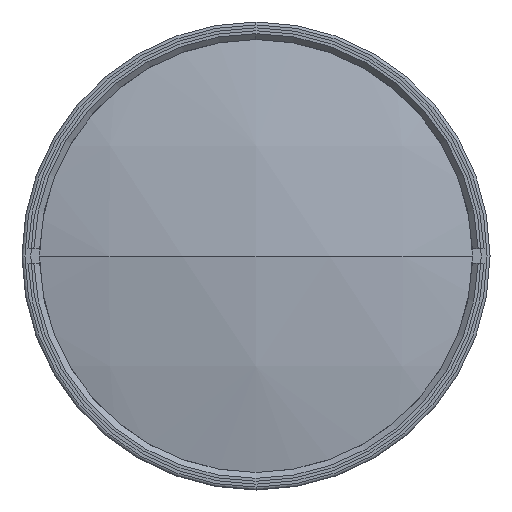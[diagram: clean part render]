
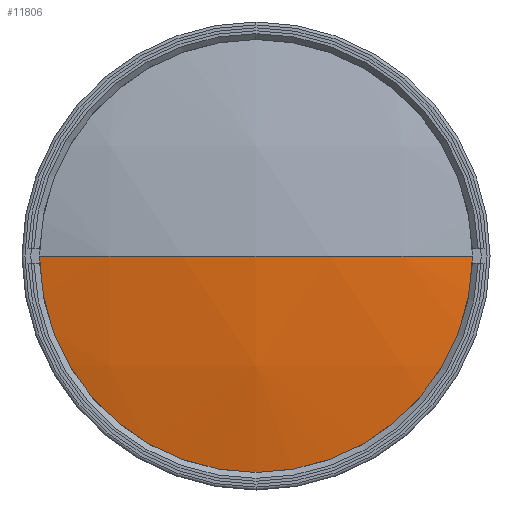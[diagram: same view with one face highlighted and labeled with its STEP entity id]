
A CAD part, left-side view. The second image highlights one B-rep face of the part: STEP entity #11806.
In plain terms, the highlighted spherical face has radius 161 mm.
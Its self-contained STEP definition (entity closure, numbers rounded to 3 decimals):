
#777 = AXIS2_PLACEMENT_3D ( 'NONE', #1092, #9412, #2281 ) ;
#994 = VERTEX_POINT ( 'NONE', #8062 ) ;
#1092 = CARTESIAN_POINT ( 'NONE',  ( -79.426, 0., 0. ) ) ;
#2041 = EDGE_CURVE ( 'NONE', #6939, #994, #14357, .T. ) ;
#2281 = DIRECTION ( 'NONE',  ( 0., -1., 0. ) ) ;
#2467 = ORIENTED_EDGE ( 'NONE', *, *, #14531, .T. ) ;
#2639 = ORIENTED_EDGE ( 'NONE', *, *, #2041, .T. ) ;
#3142 = DIRECTION ( 'NONE',  ( -1., 0., 0. ) ) ;
#3867 = AXIS2_PLACEMENT_3D ( 'NONE', #10263, #3142, #11451 ) ;
#6701 = DIRECTION ( 'NONE',  ( 0., 0., -1. ) ) ;
#6770 = CARTESIAN_POINT ( 'NONE',  ( -79.426, 0., 0. ) ) ;
#6939 = VERTEX_POINT ( 'NONE', #11932 ) ;
#7941 = DIRECTION ( 'NONE',  ( 0., 1., 0. ) ) ;
#8062 = CARTESIAN_POINT ( 'NONE',  ( -240.426, 0., 0. ) ) ;
#9329 = FACE_OUTER_BOUND ( 'NONE', #9938, .T. ) ;
#9412 = DIRECTION ( 'NONE',  ( 0., 0., 1. ) ) ;
#9495 = CARTESIAN_POINT ( 'NONE',  ( -235.998, 37.5, 0. ) ) ;
#9938 = EDGE_LOOP ( 'NONE', ( #2467, #2639, #12451 ) ) ;
#10263 = CARTESIAN_POINT ( 'NONE',  ( -235.998, 0., 0. ) ) ;
#11451 = DIRECTION ( 'NONE',  ( 0., 0., 1. ) ) ;
#11806 = ADVANCED_FACE ( 'NONE', ( #9329 ), #14595, .T. ) ;
#11932 = CARTESIAN_POINT ( 'NONE',  ( -235.998, -37.5, 0. ) ) ;
#12320 = CIRCLE ( 'NONE', #3867, 37.5 ) ;
#12451 = ORIENTED_EDGE ( 'NONE', *, *, #14017, .F. ) ;
#12577 = CARTESIAN_POINT ( 'NONE',  ( -79.426, 0., 0. ) ) ;
#13389 = AXIS2_PLACEMENT_3D ( 'NONE', #12577, #6701, #15077 ) ;
#13413 = AXIS2_PLACEMENT_3D ( 'NONE', #6770, #15149, #7941 ) ;
#14017 = EDGE_CURVE ( 'NONE', #14245, #994, #15412, .T. ) ;
#14245 = VERTEX_POINT ( 'NONE', #9495 ) ;
#14357 = CIRCLE ( 'NONE', #13413, 161. ) ;
#14531 = EDGE_CURVE ( 'NONE', #14245, #6939, #12320, .T. ) ;
#14595 = SPHERICAL_SURFACE ( 'NONE', #13389, 161. ) ;
#15077 = DIRECTION ( 'NONE',  ( 0., 1., 0. ) ) ;
#15149 = DIRECTION ( 'NONE',  ( 0., 0., -1. ) ) ;
#15412 = CIRCLE ( 'NONE', #777, 161. ) ;
